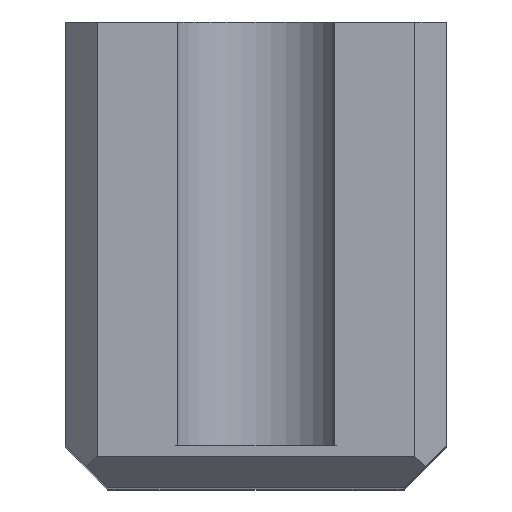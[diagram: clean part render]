
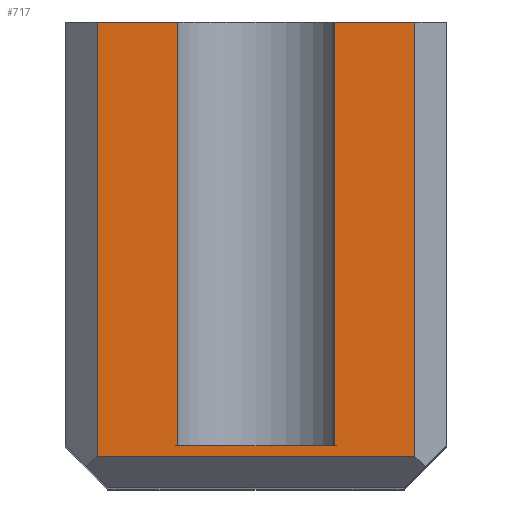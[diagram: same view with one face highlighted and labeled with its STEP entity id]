
A CAD part, top view. The second image highlights one B-rep face of the part: STEP entity #717.
In plain terms, the highlighted planar face has unit normal (0, 0, 1).
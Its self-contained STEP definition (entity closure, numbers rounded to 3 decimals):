
#9 = CARTESIAN_POINT ( 'NONE',  ( -7.5, 11., 28. ) ) ;
#10 = DIRECTION ( 'NONE',  ( 0., 0., 1. ) ) ;
#33 = ORIENTED_EDGE ( 'NONE', *, *, #539, .T. ) ;
#38 = VERTEX_POINT ( 'NONE', #9 ) ;
#56 = CARTESIAN_POINT ( 'NONE',  ( 9., -9.5, 28. ) ) ;
#70 = VECTOR ( 'NONE', #353, 1000. ) ;
#97 = ORIENTED_EDGE ( 'NONE', *, *, #1002, .T. ) ;
#98 = VERTEX_POINT ( 'NONE', #674 ) ;
#126 = CARTESIAN_POINT ( 'NONE',  ( 7.5, 11., 28. ) ) ;
#147 = VERTEX_POINT ( 'NONE', #513 ) ;
#166 = VERTEX_POINT ( 'NONE', #398 ) ;
#215 = CARTESIAN_POINT ( 'NONE',  ( 3.693, -9., 28. ) ) ;
#219 = VECTOR ( 'NONE', #1029, 1000. ) ;
#224 = LINE ( 'NONE', #703, #1025 ) ;
#231 = DIRECTION ( 'NONE',  ( -1., 0., 0. ) ) ;
#240 = CARTESIAN_POINT ( 'NONE',  ( 3.693, 11., 28. ) ) ;
#242 = EDGE_CURVE ( 'NONE', #553, #937, #485, .T. ) ;
#269 = DIRECTION ( 'NONE',  ( 0., 1., 0. ) ) ;
#299 = EDGE_CURVE ( 'NONE', #38, #147, #671, .T. ) ;
#302 = ORIENTED_EDGE ( 'NONE', *, *, #299, .T. ) ;
#327 = VERTEX_POINT ( 'NONE', #915 ) ;
#340 = DIRECTION ( 'NONE',  ( 1., 0., 0. ) ) ;
#349 = CARTESIAN_POINT ( 'NONE',  ( 9., -9., 28. ) ) ;
#353 = DIRECTION ( 'NONE',  ( 0., 1., 0. ) ) ;
#370 = ORIENTED_EDGE ( 'NONE', *, *, #748, .F. ) ;
#388 = CARTESIAN_POINT ( 'NONE',  ( -3.693, 11., 28. ) ) ;
#398 = CARTESIAN_POINT ( 'NONE',  ( -3.693, 11., 28. ) ) ;
#405 = LINE ( 'NONE', #675, #732 ) ;
#425 = LINE ( 'NONE', #349, #441 ) ;
#428 = DIRECTION ( 'NONE',  ( -1., 0., 0. ) ) ;
#441 = VECTOR ( 'NONE', #340, 1000. ) ;
#444 = CARTESIAN_POINT ( 'NONE',  ( 9., 11., 28. ) ) ;
#481 = EDGE_CURVE ( 'NONE', #819, #937, #405, .T. ) ;
#485 = LINE ( 'NONE', #526, #70 ) ;
#513 = CARTESIAN_POINT ( 'NONE',  ( -7.5, -9.5, 28. ) ) ;
#517 = PLANE ( 'NONE',  #910 ) ;
#526 = CARTESIAN_POINT ( 'NONE',  ( 3.693, 11., 28. ) ) ;
#539 = EDGE_CURVE ( 'NONE', #327, #819, #224, .T. ) ;
#553 = VERTEX_POINT ( 'NONE', #215 ) ;
#585 = EDGE_CURVE ( 'NONE', #98, #553, #425, .T. ) ;
#591 = DIRECTION ( 'NONE',  ( -1., 0., 0. ) ) ;
#604 = DIRECTION ( 'NONE',  ( 1., 0., 0. ) ) ;
#628 = CARTESIAN_POINT ( 'NONE',  ( 9., -9.5, 28. ) ) ;
#632 = ORIENTED_EDGE ( 'NONE', *, *, #242, .F. ) ;
#671 = LINE ( 'NONE', #697, #219 ) ;
#674 = CARTESIAN_POINT ( 'NONE',  ( -3.693, -9., 28. ) ) ;
#675 = CARTESIAN_POINT ( 'NONE',  ( 9., 11., 28. ) ) ;
#697 = CARTESIAN_POINT ( 'NONE',  ( -7.5, -9.5, 28. ) ) ;
#703 = CARTESIAN_POINT ( 'NONE',  ( 7.5, 11., 28. ) ) ;
#704 = VECTOR ( 'NONE', #231, 1000. ) ;
#714 = ORIENTED_EDGE ( 'NONE', *, *, #865, .F. ) ;
#717 = ADVANCED_FACE ( 'NONE', ( #947 ), #517, .T. ) ;
#732 = VECTOR ( 'NONE', #591, 1000. ) ;
#739 = LINE ( 'NONE', #444, #704 ) ;
#748 = EDGE_CURVE ( 'NONE', #327, #147, #909, .T. ) ;
#819 = VERTEX_POINT ( 'NONE', #126 ) ;
#834 = VECTOR ( 'NONE', #989, 1000. ) ;
#860 = LINE ( 'NONE', #388, #834 ) ;
#865 = EDGE_CURVE ( 'NONE', #166, #98, #860, .T. ) ;
#894 = VECTOR ( 'NONE', #428, 1000. ) ;
#909 = LINE ( 'NONE', #56, #894 ) ;
#910 = AXIS2_PLACEMENT_3D ( 'NONE', #628, #10, #604 ) ;
#915 = CARTESIAN_POINT ( 'NONE',  ( 7.5, -9.5, 28. ) ) ;
#922 = ORIENTED_EDGE ( 'NONE', *, *, #585, .F. ) ;
#937 = VERTEX_POINT ( 'NONE', #240 ) ;
#947 = FACE_OUTER_BOUND ( 'NONE', #1033, .T. ) ;
#958 = ORIENTED_EDGE ( 'NONE', *, *, #481, .T. ) ;
#989 = DIRECTION ( 'NONE',  ( 0., -1., 0. ) ) ;
#1002 = EDGE_CURVE ( 'NONE', #166, #38, #739, .T. ) ;
#1025 = VECTOR ( 'NONE', #269, 1000. ) ;
#1029 = DIRECTION ( 'NONE',  ( 0., -1., 0. ) ) ;
#1033 = EDGE_LOOP ( 'NONE', ( #370, #33, #958, #632, #922, #714, #97, #302 ) ) ;
